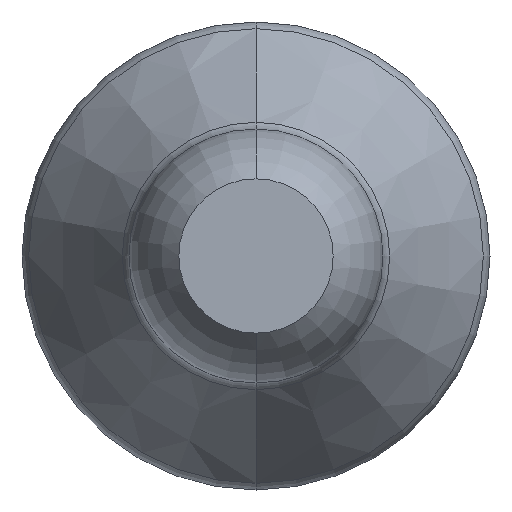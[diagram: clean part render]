
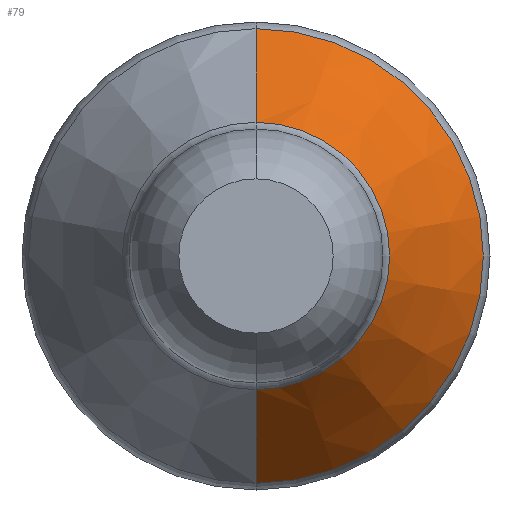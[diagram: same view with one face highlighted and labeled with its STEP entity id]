
A CAD part, front view. The second image highlights one B-rep face of the part: STEP entity #79.
In plain terms, the highlighted conical face has half-angle 30.2 degrees and reference radius 4.61 mm.
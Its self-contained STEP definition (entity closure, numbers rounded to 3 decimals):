
#21 = VERTEX_POINT ( 'NONE', #61 ) ;
#22 = VERTEX_POINT ( 'NONE', #60 ) ;
#60 = CARTESIAN_POINT ( 'NONE',  ( 0., 20.233, 2.711 ) ) ;
#61 = CARTESIAN_POINT ( 'NONE',  ( 0., 20.233, -2.711 ) ) ;
#79 = ADVANCED_FACE ( 'NONE', ( #294 ), #292, .T. ) ;
#113 = VERTEX_POINT ( 'NONE', #269 ) ;
#114 = EDGE_CURVE ( 'NONE', #21, #118, #268, .T. ) ;
#115 = EDGE_CURVE ( 'NONE', #113, #118, #264, .T. ) ;
#116 = ORIENTED_EDGE ( 'NONE', *, *, #115, .F. ) ;
#117 = ORIENTED_EDGE ( 'NONE', *, *, #165, .F. ) ;
#118 = VERTEX_POINT ( 'NONE', #259 ) ;
#120 = ORIENTED_EDGE ( 'NONE', *, *, #114, .T. ) ;
#121 = EDGE_CURVE ( 'NONE', #22, #21, #258, .T. ) ;
#122 = EDGE_LOOP ( 'NONE', ( #123, #120, #116, #117 ) ) ;
#123 = ORIENTED_EDGE ( 'NONE', *, *, #121, .T. ) ;
#165 = EDGE_CURVE ( 'NONE', #22, #113, #186, .T. ) ;
#183 = DIRECTION ( 'NONE',  ( 0., 0.864, 0.503 ) ) ;
#184 = VECTOR ( 'NONE', #183, 1000. ) ;
#185 = CARTESIAN_POINT ( 'NONE',  ( 0., 23.497, 4.61 ) ) ;
#186 = LINE ( 'NONE', #185, #184 ) ;
#254 = DIRECTION ( 'NONE',  ( 0., 0., 1. ) ) ;
#255 = DIRECTION ( 'NONE',  ( 0., 1., 0. ) ) ;
#256 = CARTESIAN_POINT ( 'NONE',  ( 0., 20.233, 0. ) ) ;
#257 = AXIS2_PLACEMENT_3D ( 'NONE', #256, #255, #254 ) ;
#258 = CIRCLE ( 'NONE', #257, 2.711 ) ;
#259 = CARTESIAN_POINT ( 'NONE',  ( 0., 23.497, -4.61 ) ) ;
#260 = DIRECTION ( 'NONE',  ( 0., 0., 1. ) ) ;
#261 = DIRECTION ( 'NONE',  ( 0., 1., 0. ) ) ;
#262 = CARTESIAN_POINT ( 'NONE',  ( 0., 23.497, 0. ) ) ;
#263 = AXIS2_PLACEMENT_3D ( 'NONE', #262, #261, #260 ) ;
#264 = CIRCLE ( 'NONE', #263, 4.61 ) ;
#265 = DIRECTION ( 'NONE',  ( 0., 0.864, -0.503 ) ) ;
#266 = VECTOR ( 'NONE', #265, 1000. ) ;
#267 = CARTESIAN_POINT ( 'NONE',  ( 0., 23.497, -4.61 ) ) ;
#268 = LINE ( 'NONE', #267, #266 ) ;
#269 = CARTESIAN_POINT ( 'NONE',  ( 0., 23.497, 4.61 ) ) ;
#282 = DIRECTION ( 'NONE',  ( 0., 0., 1. ) ) ;
#283 = DIRECTION ( 'NONE',  ( 0., 1., 0. ) ) ;
#284 = CARTESIAN_POINT ( 'NONE',  ( 0., 23.497, 0. ) ) ;
#292 = CONICAL_SURFACE ( 'NONE', #293, 4.61, 0.527 ) ;
#293 = AXIS2_PLACEMENT_3D ( 'NONE', #284, #283, #282 ) ;
#294 = FACE_OUTER_BOUND ( 'NONE', #122, .T. ) ;
